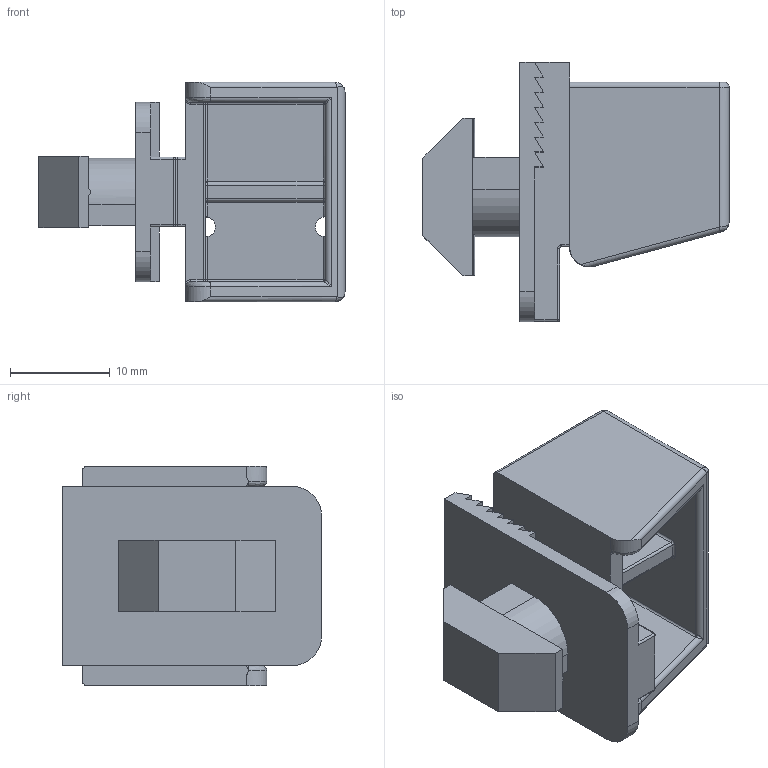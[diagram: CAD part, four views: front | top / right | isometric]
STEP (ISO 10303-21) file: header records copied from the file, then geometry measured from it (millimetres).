
FILE_DESCRIPTION (( 'STEP AP214' ), '1' );
FILE_NAME ('094203.STEP', '2014-08-27T13:17:15', ( '' ), ( '' ), 'SwSTEP 2.0', 'SolidWorks 2014', '' );
FILE_SCHEMA (( 'AUTOMOTIVE_DESIGN' ));
Length unit declared in the file: millimetre
Products named in the file (1): 094203
Bounding box: 30.7 x 26 x 22 mm (x, y, z)
Volume: 4818.5 mm3; surface area: 4494.6 mm2
Topology: 1 solids, 1 shells, 165 faces, 436 edges, 266 vertices
Faces by surface type: plane 75, cylinder 56, bspline 34
Entity records: 7540 total; most frequent: CARTESIAN_POINT 1802, ORIENTED_EDGE 860, DIRECTION 768, EDGE_CURVE 430, VERTEX_POINT 266, VECTOR 264, LINE 264, AXIS2_PLACEMENT_3D 252
